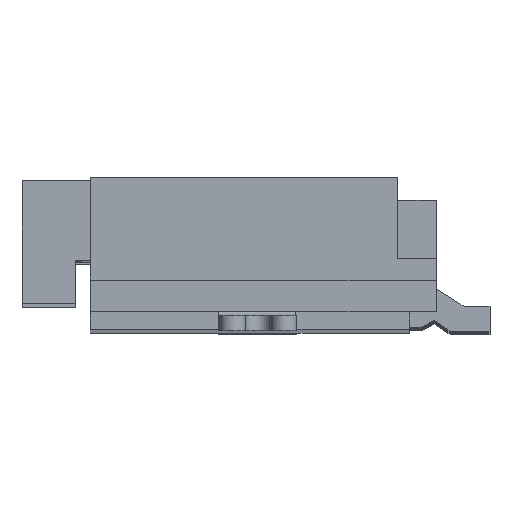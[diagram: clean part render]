
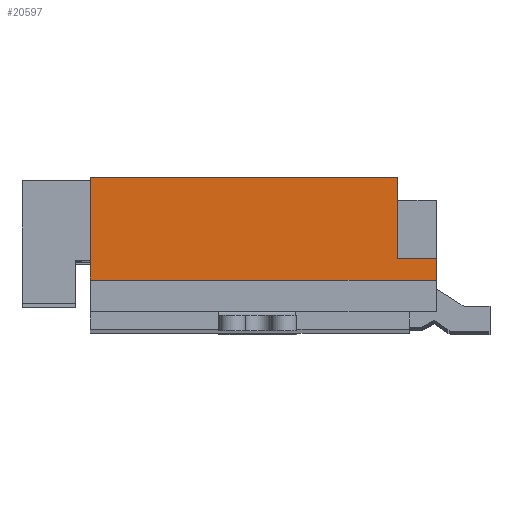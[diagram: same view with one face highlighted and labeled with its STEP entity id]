
A CAD part, top view. The second image highlights one B-rep face of the part: STEP entity #20597.
In plain terms, the highlighted planar face has unit normal (0, 0, 1).
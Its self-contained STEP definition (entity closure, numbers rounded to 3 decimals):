
#559=FACE_OUTER_BOUND('',#1601,.T.);
#1601=EDGE_LOOP('',(#15569,#15570,#15571,#15572,#15573,#15574));
#3530=LINE('',#30120,#6500);
#3596=LINE('',#30250,#6566);
#3600=LINE('',#30258,#6570);
#3601=LINE('',#30260,#6571);
#3602=LINE('',#30262,#6572);
#3603=LINE('',#30263,#6573);
#6500=VECTOR('',#24551,0.28);
#6566=VECTOR('',#24697,4.5);
#6570=VECTOR('',#24705,0.5);
#6571=VECTOR('',#24706,1.06);
#6572=VECTOR('',#24707,4.);
#6573=VECTOR('',#24708,1.34);
#9021=VERTEX_POINT('',#30117);
#9022=VERTEX_POINT('',#30119);
#9046=VERTEX_POINT('',#30249);
#9048=VERTEX_POINT('',#30257);
#9049=VERTEX_POINT('',#30259);
#9050=VERTEX_POINT('',#30261);
#11440=EDGE_CURVE('',#9022,#9021,#3530,.T.);
#11506=EDGE_CURVE('',#9022,#9046,#3596,.T.);
#11510=EDGE_CURVE('',#9048,#9021,#3600,.T.);
#11511=EDGE_CURVE('',#9049,#9048,#3601,.T.);
#11512=EDGE_CURVE('',#9049,#9050,#3602,.T.);
#11513=EDGE_CURVE('',#9050,#9046,#3603,.T.);
#15569=ORIENTED_EDGE('',*,*,#11506,.F.);
#15570=ORIENTED_EDGE('',*,*,#11440,.T.);
#15571=ORIENTED_EDGE('',*,*,#11510,.F.);
#15572=ORIENTED_EDGE('',*,*,#11511,.F.);
#15573=ORIENTED_EDGE('',*,*,#11512,.T.);
#15574=ORIENTED_EDGE('',*,*,#11513,.T.);
#19519=PLANE('',#21652);
#20597=ADVANCED_FACE('',(#559),#19519,.T.);
#21652=AXIS2_PLACEMENT_3D('',#30256,#24703,#24704);
#24551=DIRECTION('',(0.,1.,0.));
#24697=DIRECTION('',(-1.,0.,0.));
#24703=DIRECTION('center_axis',(0.,0.,1.));
#24704=DIRECTION('ref_axis',(1.,0.,0.));
#24705=DIRECTION('',(1.,0.,0.));
#24706=DIRECTION('',(0.,-1.,0.));
#24707=DIRECTION('',(-1.,0.,0.));
#24708=DIRECTION('',(0.,-1.,0.));
#30117=CARTESIAN_POINT('',(4.5,0.69,31.4));
#30119=CARTESIAN_POINT('',(4.5,0.41,31.4));
#30120=CARTESIAN_POINT('',(4.5,0.,31.4));
#30249=CARTESIAN_POINT('',(0.,0.41,31.4));
#30250=CARTESIAN_POINT('',(1.125,0.41,31.4));
#30256=CARTESIAN_POINT('Origin',(2.25,0.875,31.4));
#30257=CARTESIAN_POINT('',(4.,0.69,31.4));
#30258=CARTESIAN_POINT('',(3.375,0.69,31.4));
#30259=CARTESIAN_POINT('',(4.,1.75,31.4));
#30260=CARTESIAN_POINT('',(4.,1.163,31.4));
#30261=CARTESIAN_POINT('',(0.,1.75,31.4));
#30262=CARTESIAN_POINT('',(4.5,1.75,31.4));
#30263=CARTESIAN_POINT('',(0.,1.75,31.4));
